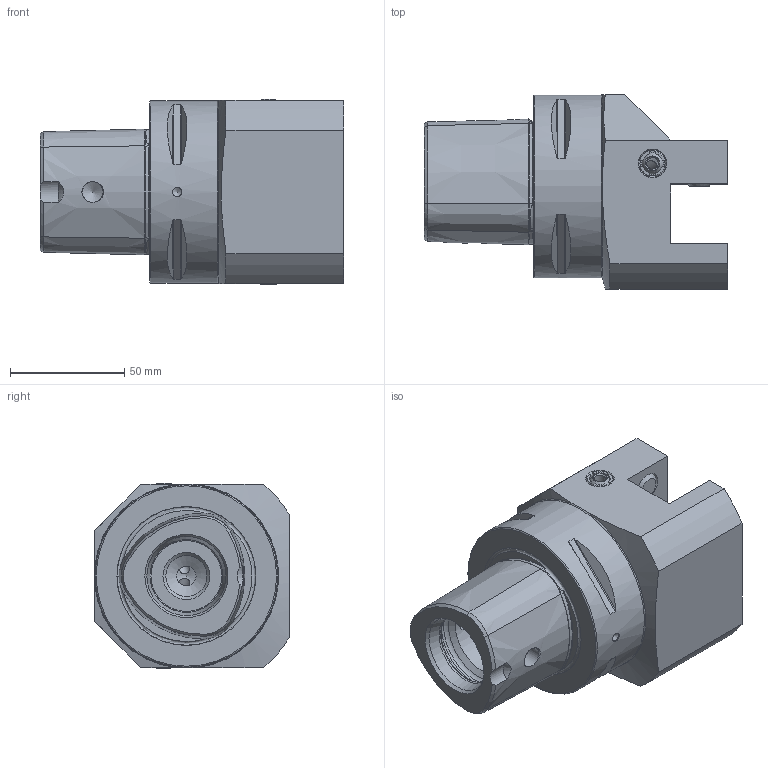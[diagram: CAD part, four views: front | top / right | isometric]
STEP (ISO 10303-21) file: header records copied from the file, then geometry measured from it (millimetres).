
FILE_DESCRIPTION (( 'STEP AP214' ), '1' );
FILE_NAME ('PS8.V25.N11.085.STEP', '2022-02-03T13:08:47', ( '' ), ( '' ), 'SwSTEP 2.0', 'SolidWorks 2017', '' );
FILE_SCHEMA (( 'AUTOMOTIVE_DESIGN' ));
Length unit declared in the file: millimetre
Products named in the file (7): KU1-U12.002.010_A; KU1-U12.003.010_B; KU1-U12.002.010; PS8.V25.N11.085; ISO 4026 - M12 x 20; PS8-V25.N11.085_A_Fertigbearbeitung; DIN 3771 - 8x1.5
Assembly tree (9 placements, depth 3):
  PS8.V25.N11.085
    PS8-V25.N11.085_A_Fertigbearbeitung
    ISO 4026 - M12 x 20  x3
    KU1-U12.002.010  x2
      KU1-U12.003.010_B
      KU1-U12.002.010_A
      DIN 3771 - 8x1.5
Bounding box: 133 x 85.1 x 81.16 mm (x, y, z)
Volume: 470931.7 mm3; surface area: 58826.1 mm2
Topology: 10 solids, 10 shells, 243 faces, 613 edges, 385 vertices
Faces by surface type: plane 94, cone 77, cylinder 45, torus 23, sphere 4
Full cylindrical faces by diameter (mm): 4 x1, 5 x4, 8.5 x1, 9.1 x2, 10 x2, 10.2 x3, 11 x2, 12 x5, 18 x1, 32 x2, 38 x1, 80 x1
Entity records: 6094 total; most frequent: CARTESIAN_POINT 1821, DIRECTION 837, ORIENTED_EDGE 748, EDGE_CURVE 374, AXIS2_PLACEMENT_3D 357, VERTEX_POINT 260, EDGE_LOOP 250, FACE_OUTER_BOUND 206
